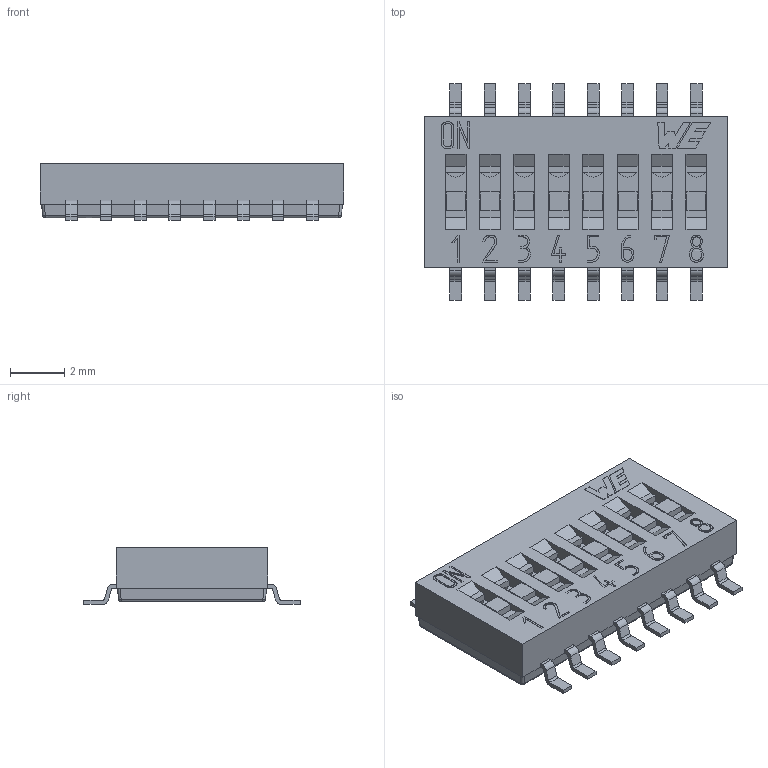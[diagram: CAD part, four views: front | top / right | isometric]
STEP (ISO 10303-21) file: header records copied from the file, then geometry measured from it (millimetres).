
FILE_DESCRIPTION(('STEP AP214'),'1');
FILE_NAME('43611.stp','2014-10-28T17:12:19',('TraceParts'),('TraceParts S.A.'),'XStep 1.0',' ',' ');
FILE_SCHEMA(('automotive_design'));
Length unit declared in the file: millimetre
Products named in the file (26): Assem1|NAUO1;base; Assem1|NAUO2;pins; Assem1|NAUO3;pins; Assem1|NAUO4;pins; Assem1|NAUO5;pins; Assem1|NAUO6;pins; Assem1|NAUO7;pins; Assem1|NAUO8;pins; Assem1|NAUO9;pins; Assem1|NAUO10;pins; Assem1|NAUO11;pins; Assem1|NAUO12;pins; Assem1|NAUO13;pins; Assem1|NAUO14;pins; Assem1|NAUO15;pins; Assem1|NAUO16;pins; Assem1|NAUO17;pins; Assem1|NAUO18;cap; Assem1|NAUO19;clip; Assem1|NAUO20;clip; Assem1|NAUO21;clip; Assem1|NAUO22;clip; Assem1|NAUO23;clip; Assem1|NAUO24;clip; Assem1|NAUO25;clip; Assem1|NAUO26;clip
Bounding box: 11.2 x 8 x 2.1 mm (x, y, z)
Volume: 89.4 mm3; surface area: 533.1 mm2
Topology: 26 solids, 26 shells, 884 faces, 2418 edges, 1607 vertices
Faces by surface type: plane 702, bspline 90, cylinder 88, sphere 4
Entity records: 61958 total; most frequent: CARTESIAN_POINT 12745, STYLED_ITEM 4905, PRESENTATION_STYLE_ASSIGNMENT 4905, COLOUR_RGB 4905, ORIENTED_EDGE 4828, DIRECTION 3894, EDGE_CURVE 2414, CURVE_STYLE 2414
